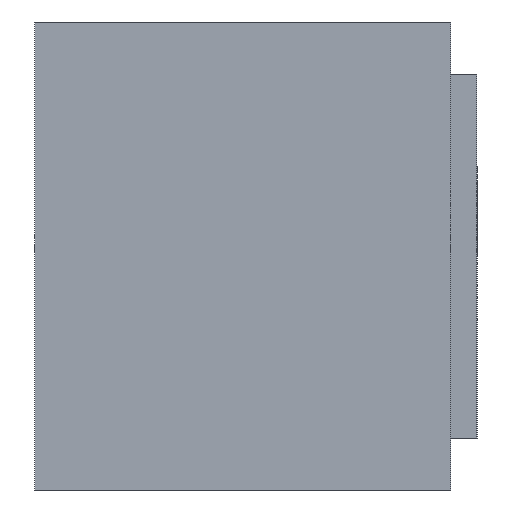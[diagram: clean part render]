
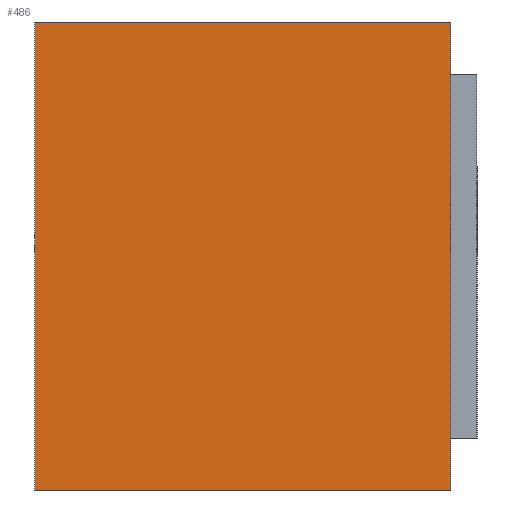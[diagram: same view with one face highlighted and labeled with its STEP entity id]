
A CAD part, left-side view. The second image highlights one B-rep face of the part: STEP entity #486.
In plain terms, the highlighted planar face has unit normal (-1, 0, 0).
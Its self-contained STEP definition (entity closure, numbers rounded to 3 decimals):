
#9 = EDGE_LOOP ( 'NONE', ( #130, #233, #260, #18 ) ) ;
#18 = ORIENTED_EDGE ( 'NONE', *, *, #225, .F. ) ;
#21 = VECTOR ( 'NONE', #339, 1000. ) ;
#33 = VERTEX_POINT ( 'NONE', #525 ) ;
#37 = DIRECTION ( 'NONE',  ( 0., 0., 1. ) ) ;
#45 = EDGE_CURVE ( 'NONE', #33, #378, #513, .T. ) ;
#97 = CARTESIAN_POINT ( 'NONE',  ( -0.85, 0.05, 0.45 ) ) ;
#103 = AXIS2_PLACEMENT_3D ( 'NONE', #161, #324, #37 ) ;
#130 = ORIENTED_EDGE ( 'NONE', *, *, #375, .F. ) ;
#142 = LINE ( 'NONE', #438, #278 ) ;
#161 = CARTESIAN_POINT ( 'NONE',  ( -0.85, -1.924, 0.45 ) ) ;
#165 = CARTESIAN_POINT ( 'NONE',  ( -0.85, -1.924, 0.45 ) ) ;
#188 = DIRECTION ( 'NONE',  ( 0., 1., 0. ) ) ;
#225 = EDGE_CURVE ( 'NONE', #274, #33, #250, .T. ) ;
#233 = ORIENTED_EDGE ( 'NONE', *, *, #297, .T. ) ;
#249 = CARTESIAN_POINT ( 'NONE',  ( -0.85, 0.85, 0.45 ) ) ;
#250 = LINE ( 'NONE', #509, #346 ) ;
#260 = ORIENTED_EDGE ( 'NONE', *, *, #45, .F. ) ;
#261 = DIRECTION ( 'NONE',  ( 0., 0., 1. ) ) ;
#274 = VERTEX_POINT ( 'NONE', #407 ) ;
#278 = VECTOR ( 'NONE', #510, 1000. ) ;
#297 = EDGE_CURVE ( 'NONE', #377, #378, #496, .T. ) ;
#324 = DIRECTION ( 'NONE',  ( -1., 0., 0. ) ) ;
#339 = DIRECTION ( 'NONE',  ( 0., 1., 0. ) ) ;
#346 = VECTOR ( 'NONE', #188, 1000. ) ;
#375 = EDGE_CURVE ( 'NONE', #377, #274, #142, .T. ) ;
#377 = VERTEX_POINT ( 'NONE', #97 ) ;
#378 = VERTEX_POINT ( 'NONE', #440 ) ;
#406 = VECTOR ( 'NONE', #261, 1000. ) ;
#407 = CARTESIAN_POINT ( 'NONE',  ( -0.85, 0.05, -0.45 ) ) ;
#438 = CARTESIAN_POINT ( 'NONE',  ( -0.85, 0.05, 0.45 ) ) ;
#440 = CARTESIAN_POINT ( 'NONE',  ( -0.85, 0.85, 0.45 ) ) ;
#441 = PLANE ( 'NONE',  #103 ) ;
#464 = FACE_OUTER_BOUND ( 'NONE', #9, .T. ) ;
#486 = ADVANCED_FACE ( 'NONE', ( #464 ), #441, .T. ) ;
#496 = LINE ( 'NONE', #165, #21 ) ;
#509 = CARTESIAN_POINT ( 'NONE',  ( -0.85, -1.924, -0.45 ) ) ;
#510 = DIRECTION ( 'NONE',  ( 0., 0., -1. ) ) ;
#513 = LINE ( 'NONE', #249, #406 ) ;
#525 = CARTESIAN_POINT ( 'NONE',  ( -0.85, 0.85, -0.45 ) ) ;
